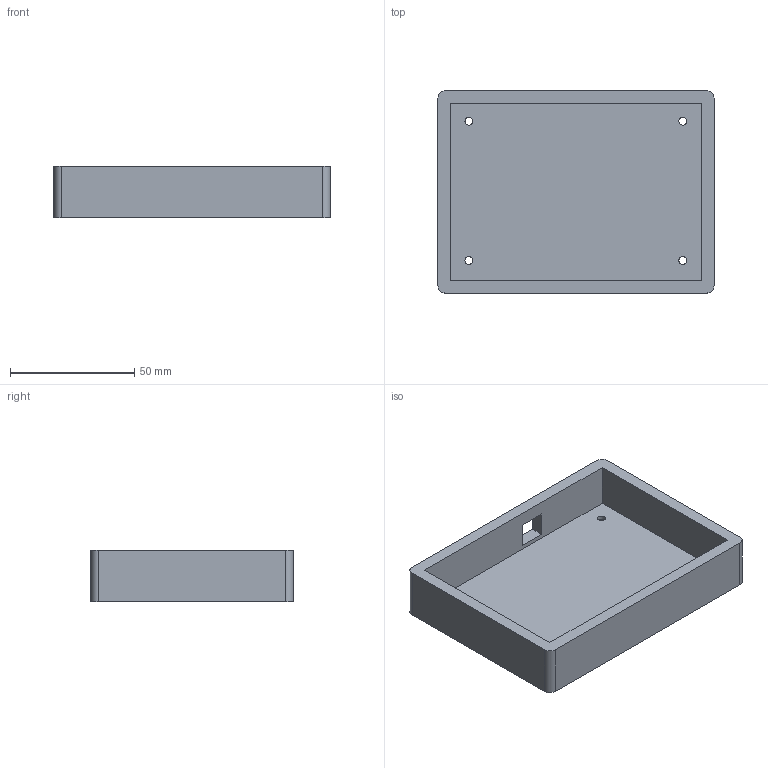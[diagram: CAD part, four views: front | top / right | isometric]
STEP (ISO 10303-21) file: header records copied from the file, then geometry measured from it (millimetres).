
FILE_DESCRIPTION(/* description */ (''),/* implementation_level */ '2;1');
FILE_NAME(/* name */ 'bottom.step',/* time_stamp */ '2026-01-12T16:28:07+02:00',/* author */ (''),/* organization */ (''),/* preprocessor_version */ 'ST-DEVELOPER v20.1',/* originating_system */ 'Autodesk Translation Framework v14.21.0.0',/* authorisation */ '');
FILE_SCHEMA (('AUTOMOTIVE_DESIGN { 1 0 10303 214 3 1 1 }'));
Length unit declared in the file: millimetre
Products named in the file (1): 2026-01-08-14-45-49-817
Bounding box: 111 x 81.35 x 20.6 mm (x, y, z)
Volume: 58181.5 mm3; surface area: 32051.4 mm2
Topology: 1 solids, 1 shells, 31 faces, 72 edges, 48 vertices
Faces by surface type: plane 19, cylinder 12
Full cylindrical faces by diameter (mm): 3.2 x4, 7.2 x4
Entity records: 943 total; most frequent: DIRECTION 160, CARTESIAN_POINT 152, ORIENTED_EDGE 144, EDGE_CURVE 72, AXIS2_PLACEMENT_3D 56, LINE 48, VECTOR 48, VERTEX_POINT 48
